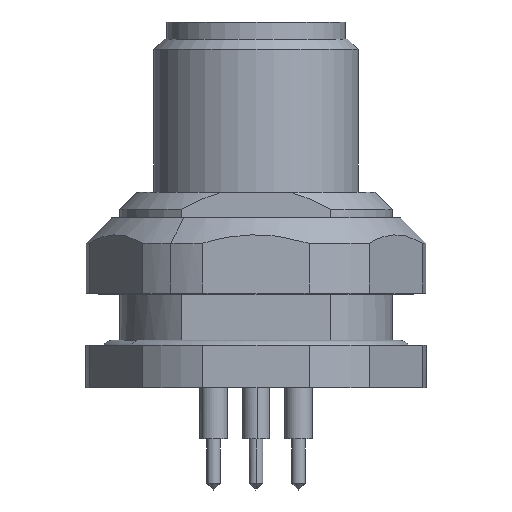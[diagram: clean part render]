
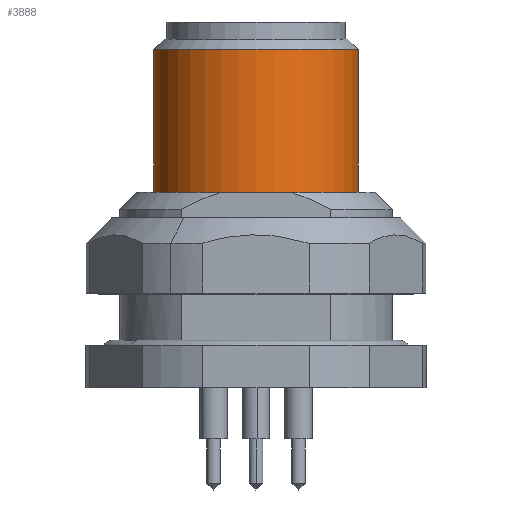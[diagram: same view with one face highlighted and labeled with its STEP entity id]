
A CAD part, front view. The second image highlights one B-rep face of the part: STEP entity #3888.
In plain terms, the highlighted cylindrical face has radius 6 mm (diameter 12 mm), a partial arc.
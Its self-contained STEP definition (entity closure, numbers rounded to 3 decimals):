
#3708=AXIS2_PLACEMENT_3D('Circle Axis2P3D',#3706,#3707,$) ;
#3875=AXIS2_PLACEMENT_3D('Cylinder Axis2P3D',#3872,#3873,#3874) ;
#3879=AXIS2_PLACEMENT_3D('Circle Axis2P3D',#3877,#3878,$) ;
#3701=CARTESIAN_POINT('Vertex',(16.,9.5,17.5)) ;
#3703=CARTESIAN_POINT('Vertex',(4.,9.5,17.5)) ;
#3706=CARTESIAN_POINT('Axis2P3D Location',(10.,9.5,17.5)) ;
#3833=CARTESIAN_POINT('Line Origine',(4.,9.5,22.)) ;
#3837=CARTESIAN_POINT('Vertex',(4.,9.5,25.9)) ;
#3856=CARTESIAN_POINT('Vertex',(16.,9.5,25.9)) ;
#3859=CARTESIAN_POINT('Line Origine',(16.,9.5,22.)) ;
#3872=CARTESIAN_POINT('Axis2P3D Location',(10.,9.5,22.)) ;
#3877=CARTESIAN_POINT('Axis2P3D Location',(10.,9.5,25.9)) ;
#3707=DIRECTION('Axis2P3D Direction',(0.,0.,1.)) ;
#3834=DIRECTION('Vector Direction',(0.,0.,1.)) ;
#3860=DIRECTION('Vector Direction',(0.,0.,1.)) ;
#3873=DIRECTION('Axis2P3D Direction',(0.,0.,1.)) ;
#3874=DIRECTION('Axis2P3D XDirection',(-1.,0.,0.)) ;
#3878=DIRECTION('Axis2P3D Direction',(0.,0.,1.)) ;
#3835=VECTOR('Line Direction',#3834,1.) ;
#3861=VECTOR('Line Direction',#3860,1.) ;
#3883=ORIENTED_EDGE('',*,*,#3863,.T.) ;
#3884=ORIENTED_EDGE('',*,*,#3881,.F.) ;
#3885=ORIENTED_EDGE('',*,*,#3839,.T.) ;
#3886=ORIENTED_EDGE('',*,*,#3710,.T.) ;
#3888=ADVANCED_FACE('V1',(#3887),#3876,.T.) ;
#3709=CIRCLE('generated circle',#3708,6.) ;
#3880=CIRCLE('generated circle',#3879,6.) ;
#3876=CYLINDRICAL_SURFACE('generated cylinder',#3875,6.) ;
#3710=EDGE_CURVE('',#3704,#3702,#3709,.T.) ;
#3839=EDGE_CURVE('',#3838,#3704,#3836,.F.) ;
#3863=EDGE_CURVE('',#3702,#3857,#3862,.T.) ;
#3881=EDGE_CURVE('',#3838,#3857,#3880,.T.) ;
#3882=EDGE_LOOP('',(#3883,#3884,#3885,#3886)) ;
#3887=FACE_OUTER_BOUND('',#3882,.T.) ;
#3836=LINE('Line',#3833,#3835) ;
#3862=LINE('Line',#3859,#3861) ;
#3702=VERTEX_POINT('',#3701) ;
#3704=VERTEX_POINT('',#3703) ;
#3838=VERTEX_POINT('',#3837) ;
#3857=VERTEX_POINT('',#3856) ;
